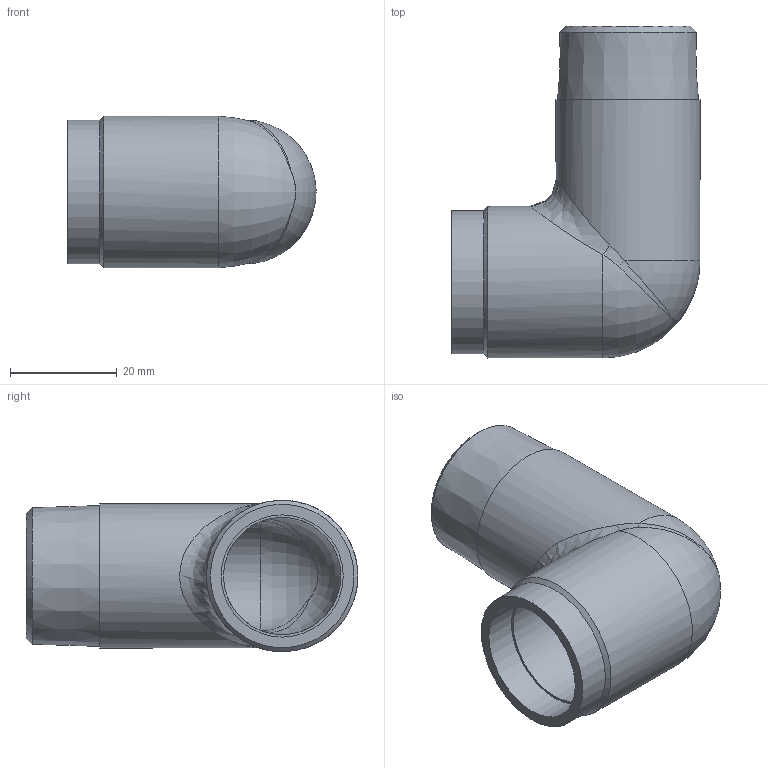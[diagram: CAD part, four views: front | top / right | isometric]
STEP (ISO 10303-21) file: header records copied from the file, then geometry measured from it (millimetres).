
FILE_DESCRIPTION(/* description */ ('Unknown'),/* implementation_level */ '2;1');
FILE_NAME(/* name */ 'R-304-S DN20',/* time_stamp */ '2024-03-27T17:23:33+08:00',/* author */ ('Unknown'),/* organization */ ('Unknown'),/* preprocessor_version */ 'ST-DEVELOPER v16.7',/* originating_system */ 'DEX',/* authorisation */ $);
FILE_SCHEMA (('AUTOMOTIVE_DESIGN {1 0 10303 214 3 1 1}'));
Length unit declared in the file: millimetre
Products named in the file (2): R-304-S DN20
Assembly tree (1 placements, depth 2):
  R-304-S DN20
    R-304-S DN20
Bounding box: 46.5 x 62.2 x 28.4 mm (x, y, z)
Volume: 17783 mm3; surface area: 12216.7 mm2
Topology: 1 solids, 1 shells, 31 faces, 74 edges, 47 vertices
Faces by surface type: bspline 10, plane 8, cylinder 6, torus 4, cone 3
Full cylindrical faces by diameter (mm): 20.6 x1, 22 x1, 22.9 x1, 26.9 x1, 27 x1, 28.4 x1
Entity records: 2030 total; most frequent: CARTESIAN_POINT 1394, ORIENTED_EDGE 122, DIRECTION 100, EDGE_CURVE 61, AXIS2_PLACEMENT_3D 50, EDGE_LOOP 44, FACE_BOUND 44, VERTEX_POINT 43
